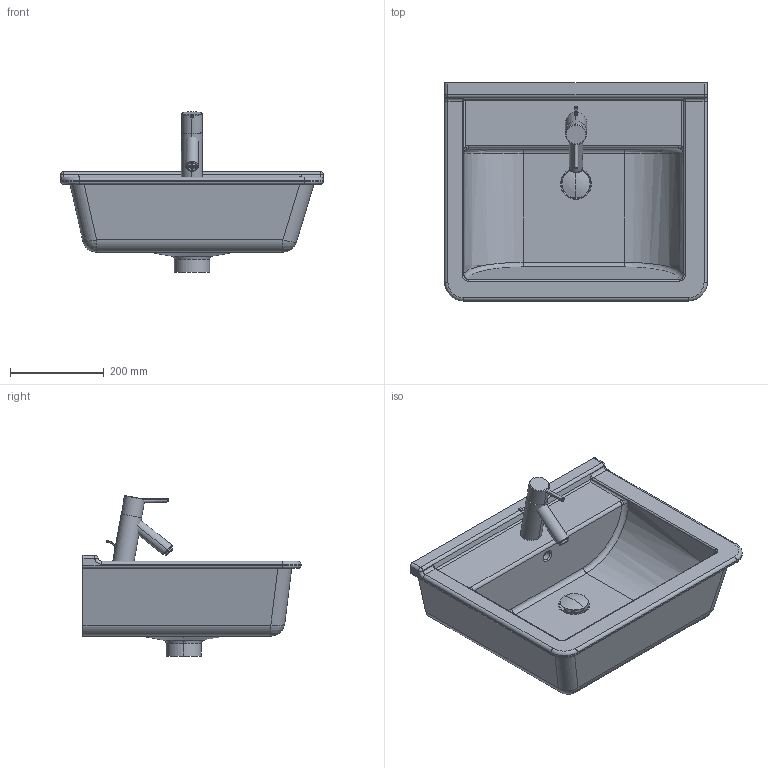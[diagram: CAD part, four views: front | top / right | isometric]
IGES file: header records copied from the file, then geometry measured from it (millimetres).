
Global section: file name: No Iges File Name specified; native system: AutoDesk Inventor R11.0; preprocessor: AutoDesk Inventor Iges Exporter R11.0; author: No Author specified; organization: No Organization specified; date: 20070712.063620; units: millimetre
Bounding box: 560 x 465 x 342.4 mm (x, y, z)
Volume: 20060140.9 mm3; surface area: 986518.5 mm2
Topology: 8 solids, 8 shells, 197 faces, 460 edges, 277 vertices
Faces by surface type: cylinder 55, plane 55, torus 30, revolution 28, bspline 19, sphere 6, cone 4
